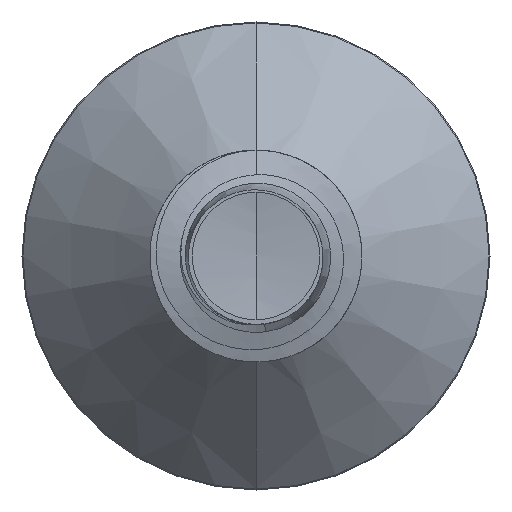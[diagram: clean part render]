
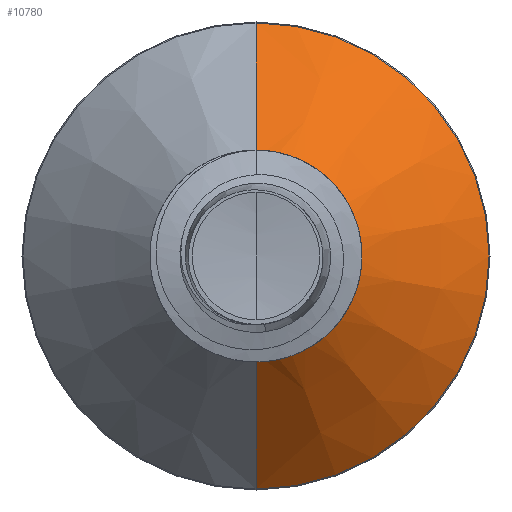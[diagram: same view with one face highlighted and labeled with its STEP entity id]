
A CAD part, front view. The second image highlights one B-rep face of the part: STEP entity #10780.
In plain terms, the highlighted conical face has half-angle 45 degrees and reference radius 0.554 mm.
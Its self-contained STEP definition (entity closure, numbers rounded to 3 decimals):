
#668 = CONICAL_SURFACE ( 'NONE', #10720, 0.554, 0.785 ) ;
#713 = EDGE_LOOP ( 'NONE', ( #11619, #850, #11813, #12412 ) ) ;
#850 = ORIENTED_EDGE ( 'NONE', *, *, #2155, .T. ) ;
#1502 = FACE_OUTER_BOUND ( 'NONE', #713, .T. ) ;
#1792 = CARTESIAN_POINT ( 'NONE',  ( 0., 1.979, 0. ) ) ;
#2039 = DIRECTION ( 'NONE',  ( 0., 1., 0. ) ) ;
#2155 = EDGE_CURVE ( 'NONE', #6975, #2204, #9218, .T. ) ;
#2182 = EDGE_CURVE ( 'NONE', #2859, #9430, #9174, .T. ) ;
#2204 = VERTEX_POINT ( 'NONE', #12810 ) ;
#2329 = DIRECTION ( 'NONE',  ( 0., 0., 1. ) ) ;
#2859 = VERTEX_POINT ( 'NONE', #3029 ) ;
#2919 = DIRECTION ( 'NONE',  ( 0., 0., 1. ) ) ;
#3029 = CARTESIAN_POINT ( 'NONE',  ( 0., 1.979, 0.554 ) ) ;
#3420 = AXIS2_PLACEMENT_3D ( 'NONE', #8436, #2039, #9431 ) ;
#3625 = EDGE_CURVE ( 'NONE', #2859, #6975, #7407, .T. ) ;
#4063 = CARTESIAN_POINT ( 'NONE',  ( 0., 2.745, 1.32 ) ) ;
#5211 = AXIS2_PLACEMENT_3D ( 'NONE', #1792, #9208, #2919 ) ;
#5566 = CARTESIAN_POINT ( 'NONE',  ( 0., 1.979, -0.554 ) ) ;
#6682 = CARTESIAN_POINT ( 'NONE',  ( 0., 1.979, -0.554 ) ) ;
#6975 = VERTEX_POINT ( 'NONE', #6682 ) ;
#7407 = CIRCLE ( 'NONE', #5211, 0.554 ) ;
#7662 = VECTOR ( 'NONE', #10960, 1000. ) ;
#7678 = DIRECTION ( 'NONE',  ( 0., 1., 0. ) ) ;
#8201 = EDGE_CURVE ( 'NONE', #9430, #2204, #8544, .T. ) ;
#8436 = CARTESIAN_POINT ( 'NONE',  ( 0., 2.745, 0. ) ) ;
#8544 = CIRCLE ( 'NONE', #3420, 1.32 ) ;
#8685 = CARTESIAN_POINT ( 'NONE',  ( 0., 1.979, 0. ) ) ;
#9174 = LINE ( 'NONE', #12674, #7662 ) ;
#9208 = DIRECTION ( 'NONE',  ( 0., 1., 0. ) ) ;
#9218 = LINE ( 'NONE', #5566, #9270 ) ;
#9270 = VECTOR ( 'NONE', #10258, 1000. ) ;
#9430 = VERTEX_POINT ( 'NONE', #4063 ) ;
#9431 = DIRECTION ( 'NONE',  ( 0., 0., 1. ) ) ;
#10258 = DIRECTION ( 'NONE',  ( 0., 0.707, -0.707 ) ) ;
#10720 = AXIS2_PLACEMENT_3D ( 'NONE', #8685, #7678, #2329 ) ;
#10780 = ADVANCED_FACE ( 'NONE', ( #1502 ), #668, .T. ) ;
#10960 = DIRECTION ( 'NONE',  ( 0., 0.707, 0.707 ) ) ;
#11619 = ORIENTED_EDGE ( 'NONE', *, *, #3625, .T. ) ;
#11813 = ORIENTED_EDGE ( 'NONE', *, *, #8201, .F. ) ;
#12412 = ORIENTED_EDGE ( 'NONE', *, *, #2182, .F. ) ;
#12674 = CARTESIAN_POINT ( 'NONE',  ( 0., 1.979, 0.554 ) ) ;
#12810 = CARTESIAN_POINT ( 'NONE',  ( 0., 2.745, -1.32 ) ) ;
